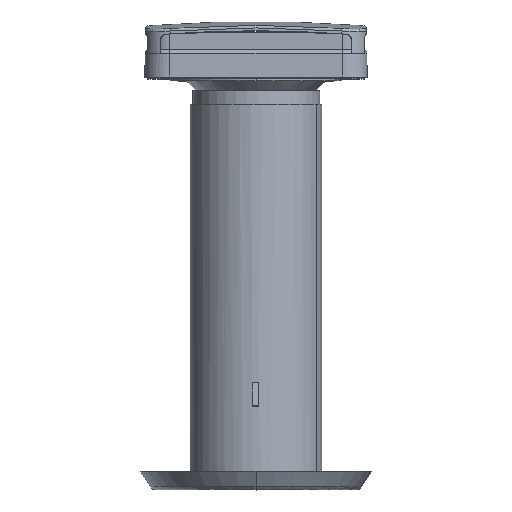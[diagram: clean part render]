
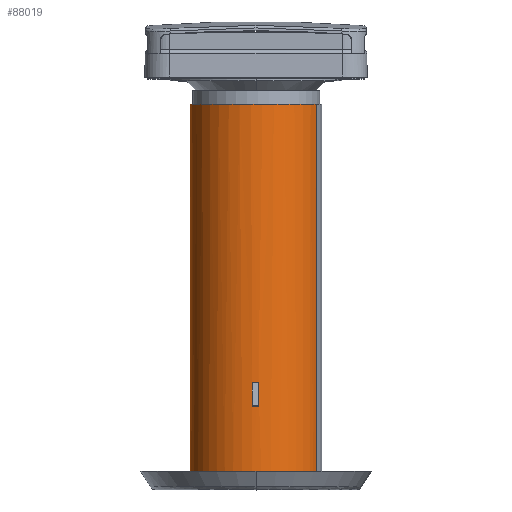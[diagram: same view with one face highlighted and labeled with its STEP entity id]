
A CAD part, top view. The second image highlights one B-rep face of the part: STEP entity #88019.
In plain terms, the highlighted cylindrical face has radius 53.5 mm (diameter 107 mm), a partial arc.
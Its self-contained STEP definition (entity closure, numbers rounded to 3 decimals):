
#87800=CARTESIAN_POINT('Axis2P3D Location',(2.297,176.186,54.375)) ;
#87809=CARTESIAN_POINT('Vertex',(51.008,-123.814,76.501)) ;
#87811=CARTESIAN_POINT('Vertex',(-46.413,-123.814,32.25)) ;
#87814=CARTESIAN_POINT('Line Origine',(-46.413,176.186,32.25)) ;
#87818=CARTESIAN_POINT('Vertex',(-46.413,176.186,32.25)) ;
#87825=CARTESIAN_POINT('Vertex',(51.008,176.186,76.501)) ;
#87828=CARTESIAN_POINT('Line Origine',(51.008,176.186,76.501)) ;
#87882=CARTESIAN_POINT('Control Point',(-46.413,-123.814,32.25)) ;
#87883=CARTESIAN_POINT('Control Point',(-48.488,-123.814,36.817)) ;
#87884=CARTESIAN_POINT('Control Point',(-50.027,-123.814,41.628)) ;
#87885=CARTESIAN_POINT('Control Point',(-50.993,-123.814,46.598)) ;
#87886=CARTESIAN_POINT('Control Point',(-51.742,-123.814,56.672)) ;
#87887=CARTESIAN_POINT('Control Point',(-50.141,-123.814,66.646)) ;
#87888=CARTESIAN_POINT('Control Point',(-48.757,-123.814,71.517)) ;
#87889=CARTESIAN_POINT('Control Point',(-44.873,-123.814,80.842)) ;
#87890=CARTESIAN_POINT('Control Point',(-38.937,-123.814,89.017)) ;
#87891=CARTESIAN_POINT('Control Point',(-35.502,-123.814,92.736)) ;
#87892=CARTESIAN_POINT('Control Point',(-27.823,-123.814,99.3)) ;
#87893=CARTESIAN_POINT('Control Point',(-18.835,-123.814,103.911)) ;
#87894=CARTESIAN_POINT('Control Point',(-14.089,-123.814,105.676)) ;
#87895=CARTESIAN_POINT('Control Point',(-4.274,-123.814,108.062)) ;
#87896=CARTESIAN_POINT('Control Point',(5.828,-123.814,108.114)) ;
#87897=CARTESIAN_POINT('Control Point',(10.859,-123.814,107.545)) ;
#87898=CARTESIAN_POINT('Control Point',(20.694,-123.814,105.238)) ;
#87899=CARTESIAN_POINT('Control Point',(29.729,-123.814,100.72)) ;
#87900=CARTESIAN_POINT('Control Point',(33.961,-123.814,97.939)) ;
#87901=CARTESIAN_POINT('Control Point',(40.535,-123.814,92.41)) ;
#87902=CARTESIAN_POINT('Control Point',(45.871,-123.814,85.716)) ;
#87903=CARTESIAN_POINT('Control Point',(47.837,-123.814,82.782)) ;
#87904=CARTESIAN_POINT('Control Point',(49.554,-123.814,79.701)) ;
#87905=CARTESIAN_POINT('Control Point',(51.008,-123.814,76.501)) ;
#87972=CARTESIAN_POINT('Axis2P3D Location',(2.297,176.186,54.375)) ;
#87984=CARTESIAN_POINT('Control Point',(4.297,-49.229,107.838)) ;
#87985=CARTESIAN_POINT('Control Point',(2.631,-49.265,107.9)) ;
#87986=CARTESIAN_POINT('Control Point',(0.962,-49.256,107.884)) ;
#87987=CARTESIAN_POINT('Control Point',(-0.703,-49.202,107.791)) ;
#87988=CARTESIAN_POINT('Vertex',(4.297,-49.229,107.838)) ;
#87990=CARTESIAN_POINT('Vertex',(-0.703,-49.202,107.791)) ;
#87993=CARTESIAN_POINT('Line Origine',(4.297,176.186,107.838)) ;
#87997=CARTESIAN_POINT('Vertex',(4.297,-50.384,107.838)) ;
#88001=CARTESIAN_POINT('Control Point',(4.297,-50.384,107.838)) ;
#88002=CARTESIAN_POINT('Control Point',(2.631,-50.42,107.9)) ;
#88003=CARTESIAN_POINT('Control Point',(0.962,-50.411,107.884)) ;
#88004=CARTESIAN_POINT('Control Point',(-0.703,-50.357,107.791)) ;
#88005=CARTESIAN_POINT('Vertex',(-0.703,-50.357,107.791)) ;
#88008=CARTESIAN_POINT('Line Origine',(-0.703,176.186,107.791)) ;
#87816=VECTOR('Line Direction',#87815,1.) ;
#87830=VECTOR('Line Direction',#87829,1.) ;
#87995=VECTOR('Line Direction',#87994,1.) ;
#88010=VECTOR('Line Direction',#88009,1.) ;
#87801=DIRECTION('Axis2P3D Direction',(0.,1.,0.)) ;
#87802=DIRECTION('Axis2P3D XDirection',(0.91,0.,0.414)) ;
#87815=DIRECTION('Vector Direction',(0.,1.,0.)) ;
#87829=DIRECTION('Vector Direction',(0.,1.,0.)) ;
#87973=DIRECTION('Axis2P3D Direction',(0.,1.,0.)) ;
#87994=DIRECTION('Vector Direction',(0.,1.,0.)) ;
#88009=DIRECTION('Vector Direction',(0.,1.,0.)) ;
#87803=AXIS2_PLACEMENT_3D('Cylinder Axis2P3D',#87800,#87801,#87802) ;
#87974=AXIS2_PLACEMENT_3D('Circle Axis2P3D',#87972,#87973,$) ;
#87817=LINE('Line',#87814,#87816) ;
#87831=LINE('Line',#87828,#87830) ;
#87996=LINE('Line',#87993,#87995) ;
#88011=LINE('Line',#88008,#88010) ;
#87975=CIRCLE('generated circle',#87974,53.5) ;
#87804=CYLINDRICAL_SURFACE('generated cylinder',#87803,53.5) ;
#88018=FACE_BOUND('',#88013,.T.) ;
#87820=EDGE_CURVE('',#87812,#87819,#87817,.T.) ;
#87832=EDGE_CURVE('',#87810,#87826,#87831,.T.) ;
#87906=EDGE_CURVE('',#87812,#87810,#87881,.T.) ;
#87976=EDGE_CURVE('',#87826,#87819,#87975,.F.) ;
#87992=EDGE_CURVE('',#87989,#87991,#87983,.T.) ;
#87999=EDGE_CURVE('',#87998,#87989,#87996,.T.) ;
#88007=EDGE_CURVE('',#87998,#88006,#88000,.T.) ;
#88012=EDGE_CURVE('',#88006,#87991,#88011,.T.) ;
#87978=ORIENTED_EDGE('',*,*,#87820,.F.) ;
#87979=ORIENTED_EDGE('',*,*,#87906,.T.) ;
#87980=ORIENTED_EDGE('',*,*,#87832,.T.) ;
#87981=ORIENTED_EDGE('',*,*,#87976,.T.) ;
#88014=ORIENTED_EDGE('',*,*,#87992,.F.) ;
#88015=ORIENTED_EDGE('',*,*,#87999,.F.) ;
#88016=ORIENTED_EDGE('',*,*,#88007,.T.) ;
#88017=ORIENTED_EDGE('',*,*,#88012,.T.) ;
#87977=EDGE_LOOP('',(#87978,#87979,#87980,#87981)) ;
#88013=EDGE_LOOP('',(#88014,#88015,#88016,#88017)) ;
#87810=VERTEX_POINT('',#87809) ;
#87812=VERTEX_POINT('',#87811) ;
#87819=VERTEX_POINT('',#87818) ;
#87826=VERTEX_POINT('',#87825) ;
#87989=VERTEX_POINT('',#87988) ;
#87991=VERTEX_POINT('',#87990) ;
#87998=VERTEX_POINT('',#87997) ;
#88006=VERTEX_POINT('',#88005) ;
#88019=ADVANCED_FACE('PartBody',(#87982,#88018),#87804,.T.) ;
#87881=B_SPLINE_CURVE_WITH_KNOTS('',5,(#87882,#87883,#87884,#87885,#87886,#87887,#87888,#87889,#87890,#87891,#87892,#87893,#87894,#87895,#87896,#87897,#87898,#87899,#87900,#87901,#87902,#87903,#87904,#87905),.UNSPECIFIED.,.F.,.U.,(6,3,3,3,3,3,3,6),(0.,35.472,70.945,106.417,141.89,177.362,212.835,237.692),.UNSPECIFIED.) ;
#87983=B_SPLINE_CURVE_WITH_KNOTS('',3,(#87984,#87985,#87986,#87987),.UNSPECIFIED.,.F.,.U.,(4,4),(0.,7.075),.UNSPECIFIED.) ;
#88000=B_SPLINE_CURVE_WITH_KNOTS('',3,(#88001,#88002,#88003,#88004),.UNSPECIFIED.,.F.,.U.,(4,4),(0.,7.075),.UNSPECIFIED.) ;
#87982=FACE_OUTER_BOUND('',#87977,.T.) ;
